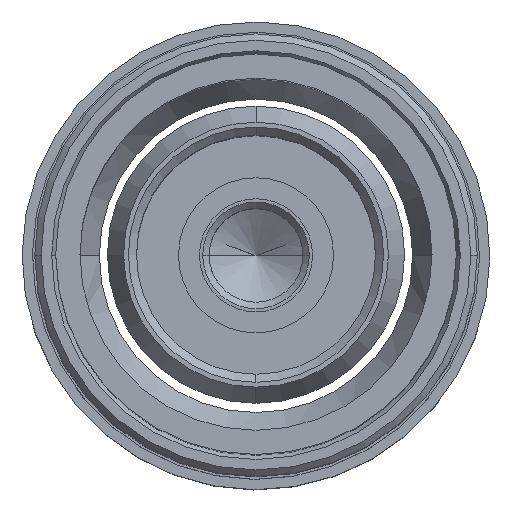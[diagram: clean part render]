
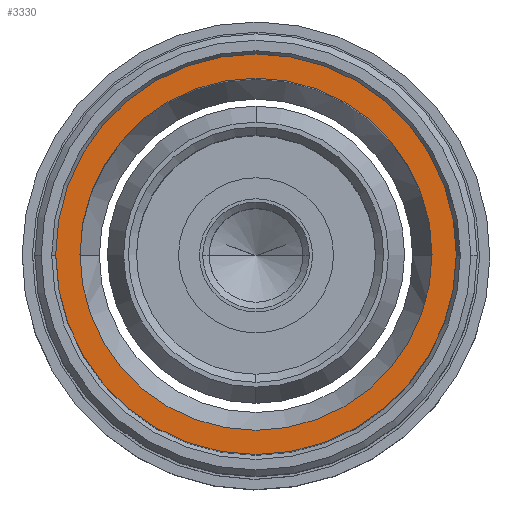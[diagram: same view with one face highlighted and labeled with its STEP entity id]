
A CAD part, top view. The second image highlights one B-rep face of the part: STEP entity #3330.
In plain terms, the highlighted planar face has unit normal (0, 0, 1).
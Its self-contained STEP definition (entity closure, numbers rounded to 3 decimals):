
#3241=CARTESIAN_POINT('',(0.,0.,28.7));
#3242=DIRECTION('',(0.,0.,1.));
#3243=DIRECTION('',(-1.,0.,0.));
#3244=AXIS2_PLACEMENT_3D('',#3241,#3242,#3243);
#3246=CARTESIAN_POINT('',(0.,0.,28.7));
#3247=DIRECTION('',(0.,0.,-1.));
#3248=DIRECTION('',(-1.,0.,0.));
#3249=AXIS2_PLACEMENT_3D('',#3246,#3247,#3248);
#3273=CARTESIAN_POINT('',(0.,0.,28.7));
#3274=DIRECTION('',(0.,0.,-1.));
#3275=DIRECTION('',(-1.,0.,0.));
#3276=AXIS2_PLACEMENT_3D('',#3273,#3274,#3275);
#3292=CARTESIAN_POINT('',(0.,0.,28.7));
#3293=DIRECTION('',(0.,0.,1.));
#3294=DIRECTION('',(-1.,0.,0.));
#3295=AXIS2_PLACEMENT_3D('',#3292,#3293,#3294);
#3297=CARTESIAN_POINT('',(-5.45,0.,28.7));
#3299=VERTEX_POINT('',#3297);
#3302=CARTESIAN_POINT('',(-6.2,0.,28.7));
#3304=VERTEX_POINT('',#3302);
#3305=CARTESIAN_POINT('',(5.45,0.,28.7));
#3307=VERTEX_POINT('',#3305);
#3310=CARTESIAN_POINT('',(6.2,0.,28.7));
#3312=VERTEX_POINT('',#3310);
#3313=CARTESIAN_POINT('',(0.,0.,28.7));
#3314=DIRECTION('',(0.,0.,1.));
#3315=DIRECTION('',(-1.,0.,0.));
#3316=AXIS2_PLACEMENT_3D('',#3313,#3314,#3315);
#3317=PLANE('',#3316);
#3319=ORIENTED_EDGE('',*,*,#3318,.F.);
#3321=ORIENTED_EDGE('',*,*,#3320,.T.);
#3322=EDGE_LOOP('',(#3319,#3321));
#3323=FACE_OUTER_BOUND('',#3322,.F.);
#3325=ORIENTED_EDGE('',*,*,#3324,.F.);
#3327=ORIENTED_EDGE('',*,*,#3326,.T.);
#3328=EDGE_LOOP('',(#3325,#3327));
#3329=FACE_BOUND('',#3328,.F.);
#3245=CIRCLE('',#3244,6.2);
#3250=CIRCLE('',#3249,6.2);
#3277=CIRCLE('',#3276,5.45);
#3296=CIRCLE('',#3295,5.45);
#3318=EDGE_CURVE('',#3304,#3312,#3245,.T.);
#3320=EDGE_CURVE('',#3304,#3312,#3250,.T.);
#3324=EDGE_CURVE('',#3299,#3307,#3277,.T.);
#3326=EDGE_CURVE('',#3299,#3307,#3296,.T.);
#3330=ADVANCED_FACE('',(#3323,#3329),#3317,.T.);
